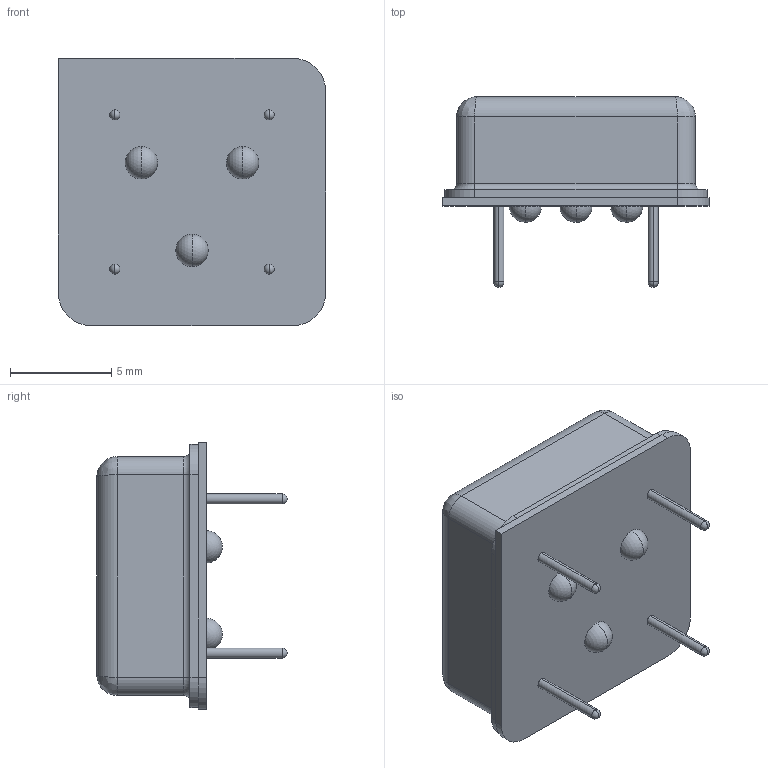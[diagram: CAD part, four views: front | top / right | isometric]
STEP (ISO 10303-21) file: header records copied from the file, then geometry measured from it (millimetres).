
FILE_DESCRIPTION (( 'STEP AP214' ), '1' );
FILE_NAME ('ECS-2200BX-100.STEP', '2019-09-13T07:47:05', ( '' ), ( '' ), 'SwSTEP 2.0', 'SolidWorks 2017', '' );
FILE_SCHEMA (( 'AUTOMOTIVE_DESIGN' ));
Length unit declared in the file: millimetre
Products named in the file (1): ECS-2200BX-100
Bounding box: 13.2 x 9.4 x 13.2 mm (x, y, z)
Volume: 770.8 mm3; surface area: 599.7 mm2
Topology: 1 solids, 1 shells, 65 faces, 173 edges, 101 vertices
Faces by surface type: cylinder 27, plane 16, sphere 14, bspline 4, torus 4
Entity records: 1959 total; most frequent: CARTESIAN_POINT 482, DIRECTION 327, ORIENTED_EDGE 282, EDGE_CURVE 141, AXIS2_PLACEMENT_3D 132, VERTEX_POINT 87, EDGE_LOOP 74, CIRCLE 70
